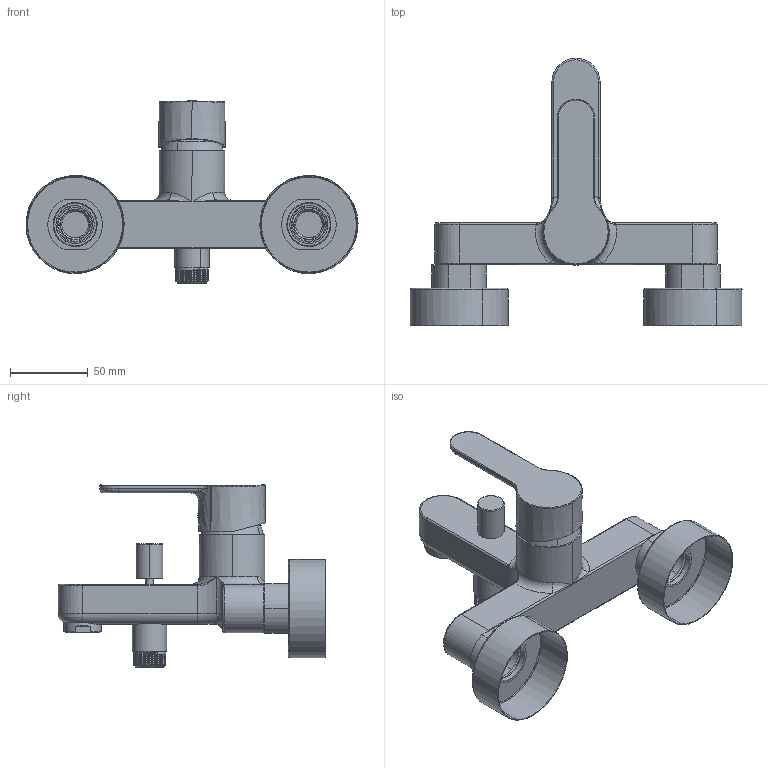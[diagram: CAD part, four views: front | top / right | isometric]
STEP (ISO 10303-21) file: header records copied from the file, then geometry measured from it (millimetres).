
FILE_DESCRIPTION(('CATIA V5 STEP Exchange','CAx-IF Rec.Pracs.--- Model Styling and Organization---1.5--- 2016-08-15','CAx-IF Rec.Pracs.---Supplemental Geometry---1.0---2011-11-01','CAx-IF Rec.Pracs.--- Composite Materials ---3.4---2017-06-13','CAx-IF Rec.Pracs.---Tessellated 3D Geometry---1.0---2015-12-17'),'2;1');
FILE_NAME('C2000133.stp','2022-04-04T09:23:04+00:00',('none'),('none'),'CATIA Version 5-6 Release 2020 SP2','CATIA V5 STEP AP242 v2','none');
FILE_SCHEMA(('AP242_MANAGED_MODEL_BASED_3D_ENGINEERING_MIM_LF {1 0 10303 442 1 1 4}'));
Length unit declared in the file: millimetre
Products named in the file (1): Product1_AllCATPart
Bounding box: 212.98 x 171.5 x 116.77 mm (x, y, z)
Volume: 164105.9 mm3; surface area: 137554.3 mm2
Topology: 17 solids, 17 shells, 1028 faces, 2655 edges, 1626 vertices
Faces by surface type: cylinder 396, plane 205, torus 150, bspline 141, cone 86, sphere 50
Entity records: 38908 total; most frequent: CARTESIAN_POINT 16915, ORIENTED_EDGE 5178, DIRECTION 3126, EDGE_CURVE 2589, AXIS2_PLACEMENT_3D 1709, VERTEX_POINT 1624, EDGE_LOOP 1093, CIRCLE 1086
